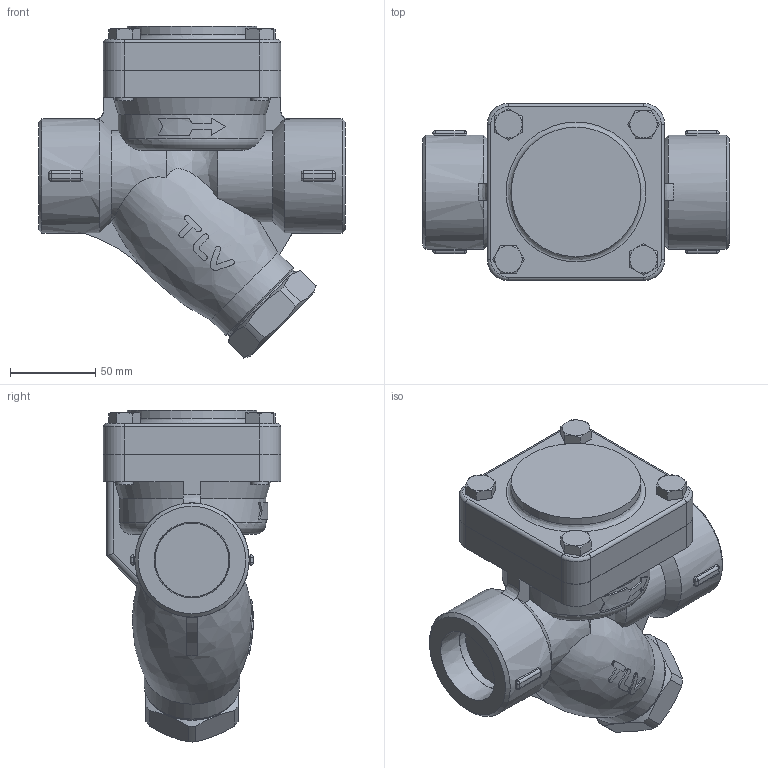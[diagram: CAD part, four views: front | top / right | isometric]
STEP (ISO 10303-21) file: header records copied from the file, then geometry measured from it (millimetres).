
FILE_DESCRIPTION((''),'2;1');
FILE_NAME('a3n00-040-screw-00.stp','2010-12-08T17:03:44',('nakaot'),(''),'Autodesk Inventor 2008','Autodesk Inventor 2008','');
FILE_SCHEMA(('AUTOMOTIVE_DESIGN { 1 0 10303 214 1 1 1 1 }'));
Length unit declared in the file: millimetre
Products named in the file (1): a3n00-040-screw-00
Bounding box: 180 x 104 x 194.76 mm (x, y, z)
Volume: 1308497.5 mm3; surface area: 120958.6 mm2
Topology: 1 solids, 1 shells, 294 faces, 731 edges, 451 vertices
Faces by surface type: plane 110, cylinder 82, bspline 44, cone 35, sphere 16, torus 7
Full cylindrical faces by diameter (mm): 10 x8, 43.256 x1, 54 x1, 56 x1, 67 x1, 70 x1, 76 x1
Entity records: 10634 total; most frequent: CARTESIAN_POINT 4318, ORIENTED_EDGE 1350, DIRECTION 1208, EDGE_CURVE 675, AXIS2_PLACEMENT_3D 470, VERTEX_POINT 439, EDGE_LOOP 358, FACE_OUTER_BOUND 294
